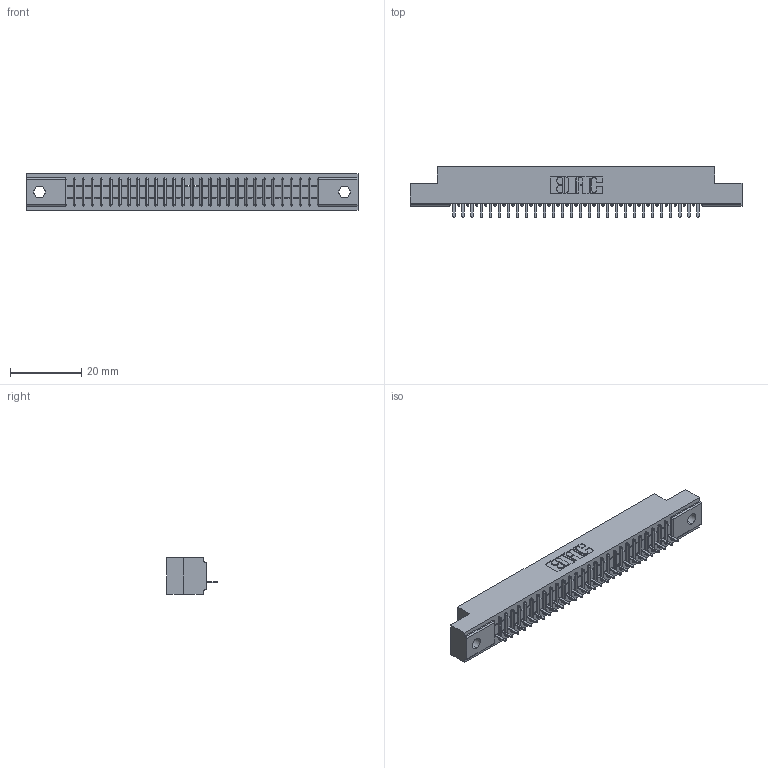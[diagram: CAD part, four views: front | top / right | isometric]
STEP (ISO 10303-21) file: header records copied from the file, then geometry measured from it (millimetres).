
FILE_DESCRIPTION (( 'STEP AP203' ), '1' );
FILE_NAME ('391-028-520-102.STEP', '2018-08-08T20:45:17', ( '' ), ( '' ), 'SwSTEP 2.0', 'SolidWorks 2016', '' );
FILE_SCHEMA (( 'CONFIG_CONTROL_DESIGN' ));
Length unit declared in the file: inch
Products named in the file (3): 341-292-001_341-292-120; 391-028-520-102; 341 Part_.128 (3.25) Dia Mounting Holes
Assembly tree (29 placements, depth 2):
  391-028-520-102
    341 Part_.128 (3.25) Dia Mounting Holes
    341-292-001_341-292-120  x28
Bounding box: 93.34 x 14.27 x 10.16 mm (x, y, z)
Volume: 6641.3 mm3; surface area: 9675.8 mm2
Topology: 29 solids, 29 shells, 2412 faces, 6952 edges, 4462 vertices
Faces by surface type: plane 1496, cylinder 804, sphere 58, torus 54
Entity records: 34857 total; most frequent: CARTESIAN_POINT 5916, ORIENTED_EDGE 5904, DIRECTION 5722, EDGE_CURVE 2952, LINE 2370, VECTOR 2370, VERTEX_POINT 1870, AXIS2_PLACEMENT_3D 1676
